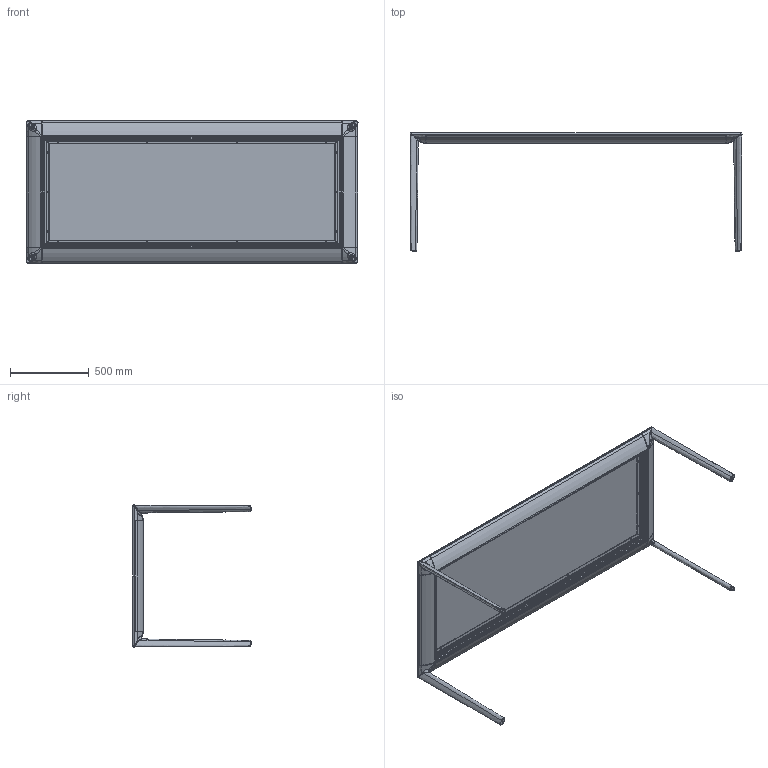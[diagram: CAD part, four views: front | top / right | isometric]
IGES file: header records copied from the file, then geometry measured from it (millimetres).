
Start section: SolidWorks IGES file using analytic representation for surfaces
Global section: file name: Arco-Shift-rectangular_1-210x90x75-Jorre_van_Ast-3Dfile.IGS; native system: SolidWorks 2019; preprocessor: SolidWorks 2019; author: jellisg; date: 210616.160543; units: millimetre
Bounding box: 2102 x 748.5 x 902 mm (x, y, z)
Surface area: 5482523.5 mm2 (no closed solid volume)
Topology: 0 solids, 0 shells, 415 faces, 8806 edges, 8806 vertices
Faces by surface type: revolution 218, bspline 197
